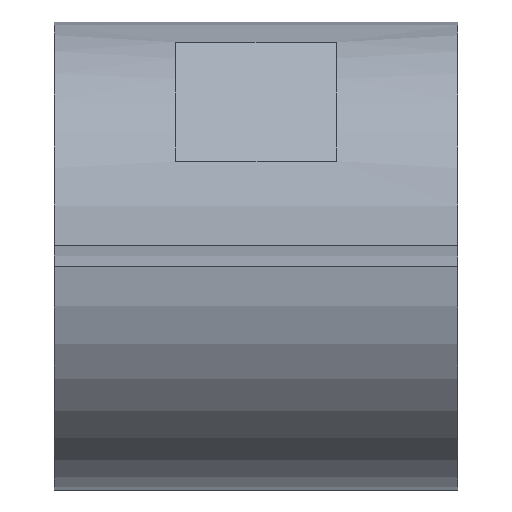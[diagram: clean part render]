
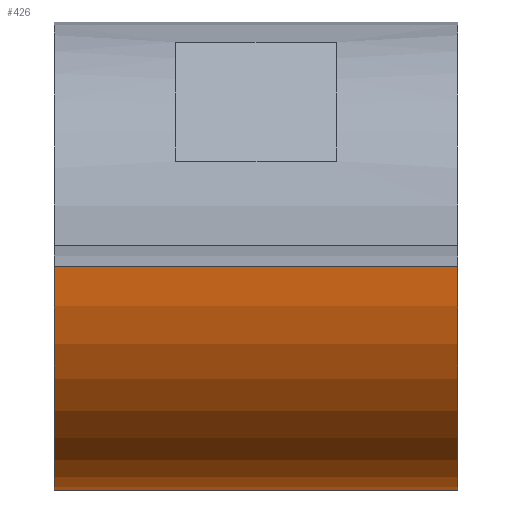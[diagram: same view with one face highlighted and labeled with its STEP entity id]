
A CAD part, left-side view. The second image highlights one B-rep face of the part: STEP entity #426.
In plain terms, the highlighted cylindrical face has radius 11.113 mm (diameter 22.225 mm), a partial arc.
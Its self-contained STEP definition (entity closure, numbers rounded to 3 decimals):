
#4 = VERTEX_POINT ( 'NONE', #434 ) ;
#18 = VECTOR ( 'NONE', #427, 1000. ) ;
#19 = CYLINDRICAL_SURFACE ( 'NONE', #213, 11.112 ) ;
#28 = CARTESIAN_POINT ( 'NONE',  ( -11.101, 9.588, -0.508 ) ) ;
#29 = FACE_OUTER_BOUND ( 'NONE', #509, .T. ) ;
#66 = AXIS2_PLACEMENT_3D ( 'NONE', #219, #223, #229 ) ;
#83 = LINE ( 'NONE', #416, #18 ) ;
#95 = ORIENTED_EDGE ( 'NONE', *, *, #474, .F. ) ;
#112 = CARTESIAN_POINT ( 'NONE',  ( 0., 9.588, 0. ) ) ;
#143 = ORIENTED_EDGE ( 'NONE', *, *, #432, .T. ) ;
#165 = VERTEX_POINT ( 'NONE', #28 ) ;
#213 = AXIS2_PLACEMENT_3D ( 'NONE', #449, #444, #461 ) ;
#219 = CARTESIAN_POINT ( 'NONE',  ( 0., -9.588, 0. ) ) ;
#223 = DIRECTION ( 'NONE',  ( 0., 1., 0. ) ) ;
#229 = DIRECTION ( 'NONE',  ( 0., 0., 1. ) ) ;
#268 = DIRECTION ( 'NONE',  ( 0., 0., 1. ) ) ;
#286 = AXIS2_PLACEMENT_3D ( 'NONE', #112, #617, #268 ) ;
#302 = EDGE_CURVE ( 'NONE', #4, #482, #311, .T. ) ;
#311 = CIRCLE ( 'NONE', #66, 11.112 ) ;
#359 = LINE ( 'NONE', #519, #392 ) ;
#392 = VECTOR ( 'NONE', #615, 1000. ) ;
#416 = CARTESIAN_POINT ( 'NONE',  ( -11.101, -9.588, -0.508 ) ) ;
#426 = ADVANCED_FACE ( 'NONE', ( #29 ), #19, .T. ) ;
#427 = DIRECTION ( 'NONE',  ( 0., 1., 0. ) ) ;
#432 = EDGE_CURVE ( 'NONE', #482, #165, #83, .T. ) ;
#434 = CARTESIAN_POINT ( 'NONE',  ( 0., -9.588, -11.112 ) ) ;
#435 = CARTESIAN_POINT ( 'NONE',  ( -11.101, -9.588, -0.508 ) ) ;
#444 = DIRECTION ( 'NONE',  ( 0., 1., 0. ) ) ;
#449 = CARTESIAN_POINT ( 'NONE',  ( 0., -9.588, 0. ) ) ;
#461 = DIRECTION ( 'NONE',  ( 0., 0., 1. ) ) ;
#474 = EDGE_CURVE ( 'NONE', #505, #165, #550, .T. ) ;
#478 = ORIENTED_EDGE ( 'NONE', *, *, #302, .T. ) ;
#482 = VERTEX_POINT ( 'NONE', #435 ) ;
#493 = ORIENTED_EDGE ( 'NONE', *, *, #654, .F. ) ;
#505 = VERTEX_POINT ( 'NONE', #596 ) ;
#509 = EDGE_LOOP ( 'NONE', ( #493, #478, #143, #95 ) ) ;
#519 = CARTESIAN_POINT ( 'NONE',  ( 0., -9.588, -11.112 ) ) ;
#550 = CIRCLE ( 'NONE', #286, 11.112 ) ;
#596 = CARTESIAN_POINT ( 'NONE',  ( 0., 9.588, -11.112 ) ) ;
#615 = DIRECTION ( 'NONE',  ( 0., 1., 0. ) ) ;
#617 = DIRECTION ( 'NONE',  ( 0., 1., 0. ) ) ;
#654 = EDGE_CURVE ( 'NONE', #4, #505, #359, .T. ) ;
